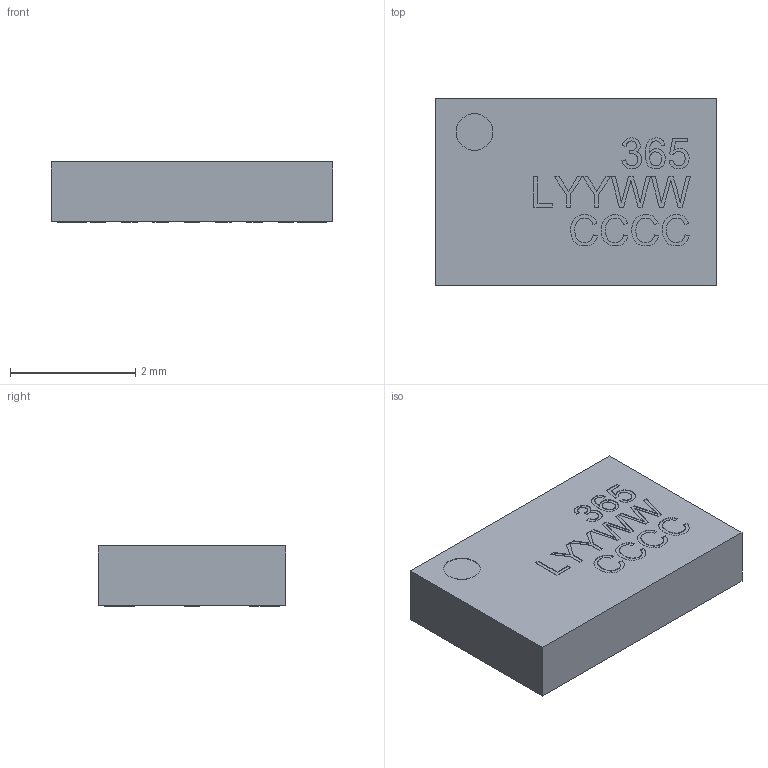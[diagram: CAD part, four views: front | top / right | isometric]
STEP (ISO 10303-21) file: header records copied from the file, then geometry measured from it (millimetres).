
FILE_DESCRIPTION(/* description */ ('Unknown'),/* implementation_level */ '2;1');
FILE_NAME(/* name */ 'bmi_088',/* time_stamp */ '2019-09-06T11:14:52+02:00',/* author */ ('Unknown'),/* organization */ ('Unknown'),/* preprocessor_version */ 'ST-DEVELOPER v16.7',/* originating_system */ 'Solid Edge',/* authorisation */ 'Unknown');
FILE_SCHEMA (('AUTOMOTIVE_DESIGN {1 0 10303 214 3 1 1}'));
Length unit declared in the file: millimetre
Products named in the file (1): bmi_088
Bounding box: 4.5 x 3 x 0.96 mm (x, y, z)
Volume: 12.8 mm3; surface area: 41.8 mm2
Topology: 1 solids, 1 shells, 192 faces, 477 edges, 318 vertices
Faces by surface type: plane 158, bspline 33, cylinder 1
Full cylindrical faces by diameter (mm): 0.586 x1
Entity records: 8164 total; most frequent: CARTESIAN_POINT 2651, ORIENTED_EDGE 950, DIRECTION 625, EDGE_CURVE 475, VERTEX_POINT 318, LINE 301, VECTOR 301, EDGE_LOOP 225
